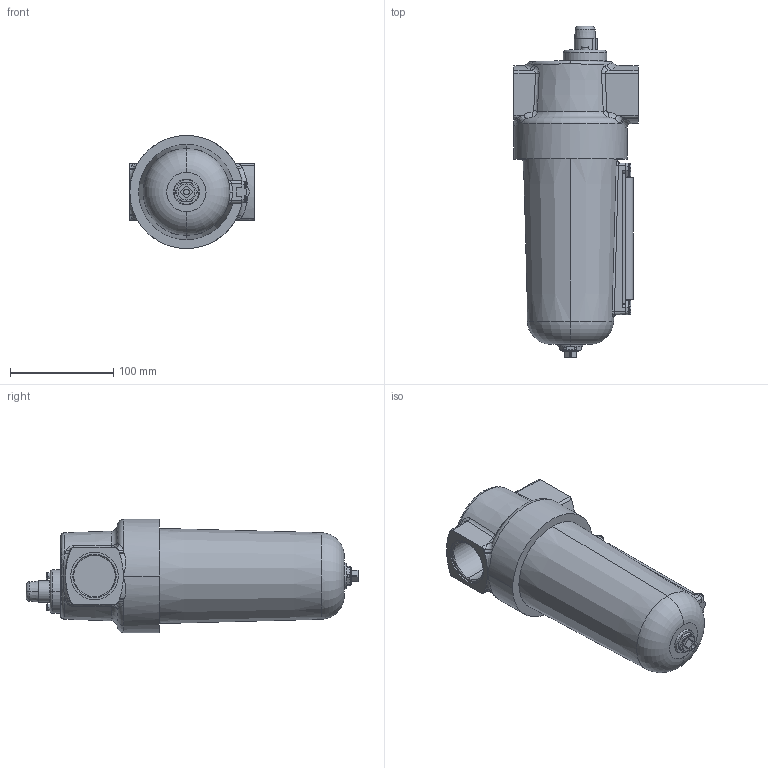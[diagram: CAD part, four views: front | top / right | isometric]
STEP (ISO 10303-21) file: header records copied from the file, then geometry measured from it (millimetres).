
FILE_DESCRIPTION (( 'STEP AP214' ), '1' );
FILE_NAME ('Norgren-F46-A01-A0DA.step', '2019-03-02T22:00:45', ( '' ), ( '' ), 'SwSTEP 2.0', 'SolidWorks 2019', '' );
FILE_SCHEMA (( 'AUTOMOTIVE_DESIGN' ));
Length unit declared in the file: inch
Products named in the file (10): Norgren-F46-A01-A0DA_Nut-retainer; Norgren-F46-A01-A0DA_Body-visual; Norgren-F46-A01-A0DA_Auto Drain; Norgren-F46-A01-A0DA; Norgren-F46-A01-A0DA_Bowl_Metal sight glass; Norgren-F46-A01-A0DA_Guard-sight glass; Norgren-F46-A01-A0DA_Bracket-sight glass; Norgren-F46-A01-A0DA_Ring-support; Norgren-F46-A01-A0DA_Body-filter_1 1-4 NPT; Norgren-F46-A01-A0DA_Sight glass
Assembly tree (10 placements, depth 2):
  Norgren-F46-A01-A0DA
    Norgren-F46-A01-A0DA_Body-filter_1 1-4 NPT
    Norgren-F46-A01-A0DA_Bowl_Metal sight glass
    Norgren-F46-A01-A0DA_Guard-sight glass
    Norgren-F46-A01-A0DA_Bracket-sight glass  x2
    Norgren-F46-A01-A0DA_Sight glass
    Norgren-F46-A01-A0DA_Nut-retainer
    Norgren-F46-A01-A0DA_Auto Drain
    Norgren-F46-A01-A0DA_Body-visual
    Norgren-F46-A01-A0DA_Ring-support
Bounding box: 120.54 x 321.9 x 109.73 mm (x, y, z)
Volume: 801914.4 mm3; surface area: 232450.9 mm2
Topology: 10 solids, 10 shells, 488 faces, 1175 edges, 746 vertices
Faces by surface type: plane 212, cylinder 134, bspline 62, cone 40, torus 34, sphere 6
Entity records: 15428 total; most frequent: CARTESIAN_POINT 5511, ORIENTED_EDGE 1998, DIRECTION 1962, EDGE_CURVE 999, AXIS2_PLACEMENT_3D 791, VERTEX_POINT 630, EDGE_LOOP 469, ADVANCED_FACE 420
